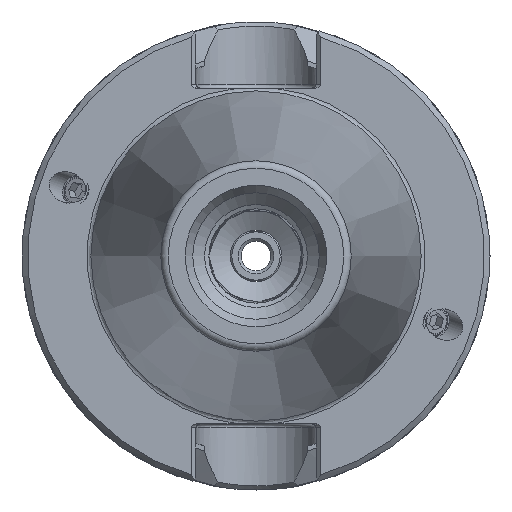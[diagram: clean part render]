
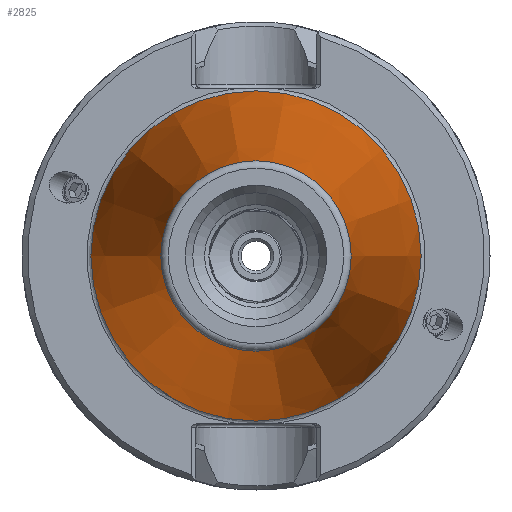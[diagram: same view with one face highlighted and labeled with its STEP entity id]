
A CAD part, left-side view. The second image highlights one B-rep face of the part: STEP entity #2825.
In plain terms, the highlighted conical face has half-angle 8.297 degrees and reference radius 17.456 mm.
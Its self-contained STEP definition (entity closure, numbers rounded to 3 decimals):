
#2782=CARTESIAN_POINT('',(-64.536,12.814,0.));
#2783=VERTEX_POINT('',#2782);
#2784=CARTESIAN_POINT('',(-64.536,0.,0.));
#2785=DIRECTION('',(-1.0,0.0,0.0));
#2786=DIRECTION('',(0.0,-1.0,0.0));
#2787=AXIS2_PLACEMENT_3D('',#2784,#2785,#2786);
#2788=CIRCLE('',#2787,12.814);
#2789=EDGE_CURVE('',#2783,#2783,#2788,.T.);
#2806=CARTESIAN_POINT('',(-32.703,0.0,0.0));
#2807=DIRECTION('',(1.0,0.0,0.0));
#2808=DIRECTION('',(0.,1.0,0.0));
#2809=AXIS2_PLACEMENT_3D('',#2806,#2807,#2808);
#2810=CONICAL_SURFACE('',#2809,17.456,8.297);
#2811=CARTESIAN_POINT('',(0.0,22.225,0.0));
#2812=VERTEX_POINT('',#2811);
#2813=CARTESIAN_POINT('',(0.0,0.0,0.0));
#2814=DIRECTION('',(1.0,0.,0.0));
#2815=DIRECTION('',(0.,1.0,0.0));
#2816=AXIS2_PLACEMENT_3D('',#2813,#2814,#2815);
#2817=CIRCLE('',#2816,22.225);
#2818=EDGE_CURVE('',#2812,#2812,#2817,.T.);
#2819=ORIENTED_EDGE('',*,*,#2818,.F.);
#2820=EDGE_LOOP('',(#2819));
#2821=FACE_OUTER_BOUND('',#2820,.T.);
#2822=ORIENTED_EDGE('',*,*,#2789,.F.);
#2823=EDGE_LOOP('',(#2822));
#2824=FACE_BOUND('',#2823,.T.);
#2825=ADVANCED_FACE('',(#2821,#2824),#2810,.T.);
